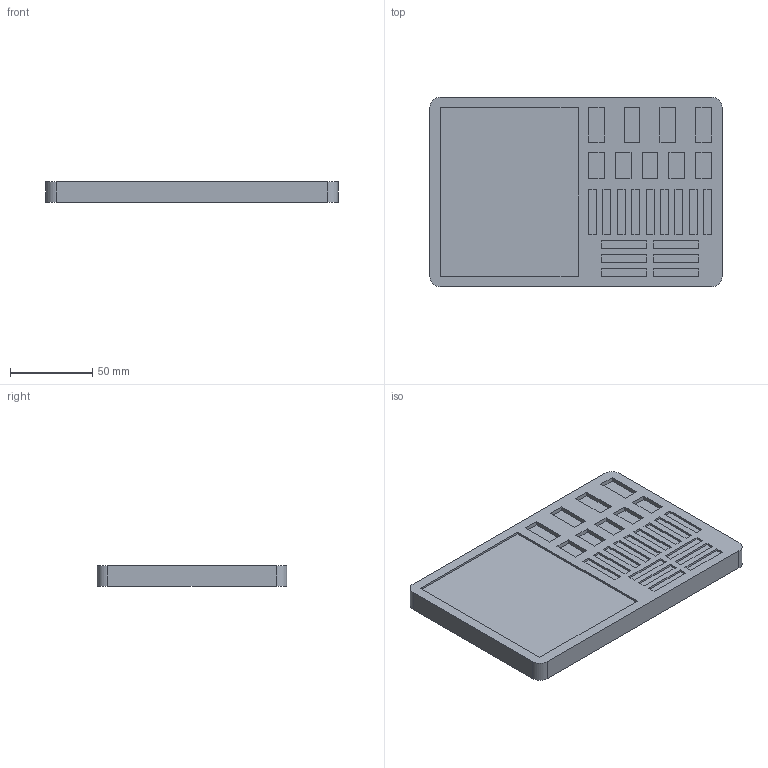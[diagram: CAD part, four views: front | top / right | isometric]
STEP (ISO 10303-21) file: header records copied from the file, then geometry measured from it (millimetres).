
FILE_DESCRIPTION(/* description */ (''),/* implementation_level */ '2;1');
FILE_NAME(/* name */ 'Catan Game Piece Tray.step',/* time_stamp */ '2020-08-25T08:07:35-07:00',/* author */ (''),/* organization */ (''),/* preprocessor_version */ 'ST-DEVELOPER v18.1',/* originating_system */ 'Autodesk Translation Framework v9.3.0.1241',/* authorisation */ '');
FILE_SCHEMA (('AUTOMOTIVE_DESIGN { 1 0 10303 214 3 1 1 }'));
Length unit declared in the file: inch
Products named in the file (1): GamePieceTray
Bounding box: 177.8 x 115.57 x 12.7 mm (x, y, z)
Volume: 243054.7 mm3; surface area: 51316.5 mm2
Topology: 1 solids, 1 shells, 135 faces, 324 edges, 216 vertices
Faces by surface type: plane 131, cylinder 4
Entity records: 3881 total; most frequent: CARTESIAN_POINT 676, ORIENTED_EDGE 648, DIRECTION 604, EDGE_CURVE 324, LINE 316, VECTOR 316, VERTEX_POINT 216, EDGE_LOOP 160
